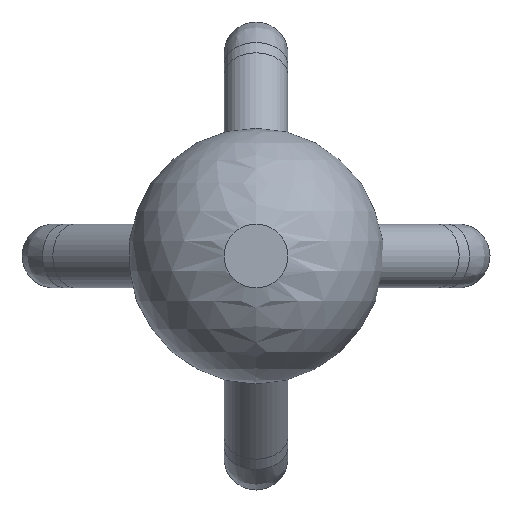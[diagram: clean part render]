
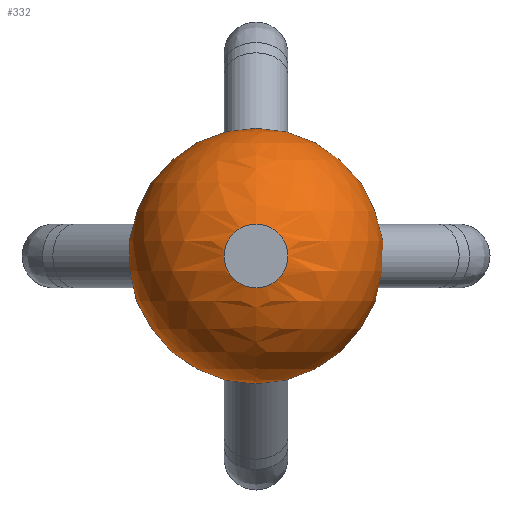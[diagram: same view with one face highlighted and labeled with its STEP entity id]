
A CAD part, left-side view. The second image highlights one B-rep face of the part: STEP entity #332.
In plain terms, the highlighted spherical face has radius 10 mm.
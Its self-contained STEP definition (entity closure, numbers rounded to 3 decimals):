
#15=FACE_BOUND('',#91,.T.);
#16=FACE_BOUND('',#92,.T.);
#17=FACE_BOUND('',#93,.T.);
#18=FACE_BOUND('',#94,.T.);
#19=SPHERICAL_SURFACE('',#388,10.);
#67=FACE_OUTER_BOUND('',#90,.T.);
#90=EDGE_LOOP('',(#295,#296,#297,#298,#299,#300));
#91=EDGE_LOOP('',(#301));
#92=EDGE_LOOP('',(#302));
#93=EDGE_LOOP('',(#303));
#94=EDGE_LOOP('',(#304));
#106=CIRCLE('',#349,2.5);
#107=CIRCLE('',#350,2.5);
#114=CIRCLE('',#360,2.5);
#121=CIRCLE('',#369,2.5);
#128=CIRCLE('',#378,2.5);
#135=CIRCLE('',#387,2.5);
#136=CIRCLE('',#389,10.);
#137=CIRCLE('',#390,10.);
#139=VERTEX_POINT('',#490);
#140=VERTEX_POINT('',#492);
#146=VERTEX_POINT('',#576);
#152=VERTEX_POINT('',#659);
#158=VERTEX_POINT('',#742);
#164=VERTEX_POINT('',#825);
#165=VERTEX_POINT('',#829);
#166=VERTEX_POINT('',#831);
#169=EDGE_CURVE('',#140,#139,#106,.T.);
#170=EDGE_CURVE('',#139,#140,#107,.T.);
#180=EDGE_CURVE('',#146,#146,#114,.T.);
#190=EDGE_CURVE('',#152,#152,#121,.T.);
#200=EDGE_CURVE('',#158,#158,#128,.T.);
#210=EDGE_CURVE('',#164,#164,#135,.T.);
#211=EDGE_CURVE('',#140,#165,#136,.T.);
#212=EDGE_CURVE('',#166,#139,#137,.T.);
#295=ORIENTED_EDGE('',*,*,#170,.T.);
#296=ORIENTED_EDGE('',*,*,#211,.T.);
#297=ORIENTED_EDGE('',*,*,#211,.F.);
#298=ORIENTED_EDGE('',*,*,#169,.T.);
#299=ORIENTED_EDGE('',*,*,#212,.F.);
#300=ORIENTED_EDGE('',*,*,#212,.T.);
#301=ORIENTED_EDGE('',*,*,#180,.T.);
#302=ORIENTED_EDGE('',*,*,#190,.T.);
#303=ORIENTED_EDGE('',*,*,#200,.T.);
#304=ORIENTED_EDGE('',*,*,#210,.T.);
#332=ADVANCED_FACE('',(#67,#15,#16,#17,#18),#19,.T.);
#349=AXIS2_PLACEMENT_3D('',#493,#398,#399);
#350=AXIS2_PLACEMENT_3D('',#494,#400,#401);
#360=AXIS2_PLACEMENT_3D('',#578,#421,#422);
#369=AXIS2_PLACEMENT_3D('',#661,#440,#441);
#378=AXIS2_PLACEMENT_3D('',#744,#459,#460);
#387=AXIS2_PLACEMENT_3D('',#827,#478,#479);
#388=AXIS2_PLACEMENT_3D('',#828,#480,#481);
#389=AXIS2_PLACEMENT_3D('',#830,#482,#483);
#390=AXIS2_PLACEMENT_3D('',#832,#484,#485);
#398=DIRECTION('center_axis',(1.,0.,0.));
#399=DIRECTION('ref_axis',(0.,0.,-1.));
#400=DIRECTION('center_axis',(1.,0.,0.));
#401=DIRECTION('ref_axis',(0.,0.,-1.));
#421=DIRECTION('center_axis',(-0.707,0.707,0.));
#422=DIRECTION('ref_axis',(0.,0.,-1.));
#440=DIRECTION('center_axis',(-0.707,0.,
-0.707));
#441=DIRECTION('ref_axis',(0.,-1.,0.));
#459=DIRECTION('center_axis',(-0.707,-0.707,0.));
#460=DIRECTION('ref_axis',(0.,0.,1.));
#478=DIRECTION('center_axis',(-0.707,0.,0.707));
#479=DIRECTION('ref_axis',(0.,1.,0.));
#480=DIRECTION('center_axis',(0.,0.,1.));
#481=DIRECTION('ref_axis',(1.,0.,0.));
#482=DIRECTION('center_axis',(0.,-1.,0.));
#483=DIRECTION('ref_axis',(-1.,0.,0.));
#484=DIRECTION('center_axis',(0.,-1.,0.));
#485=DIRECTION('ref_axis',(-1.,0.,0.));
#490=CARTESIAN_POINT('',(-9.682,0.,2.5));
#492=CARTESIAN_POINT('',(-9.682,0.,-2.5));
#493=CARTESIAN_POINT('Origin',(-9.682,0.,0.));
#494=CARTESIAN_POINT('Origin',(-9.682,0.,0.));
#576=CARTESIAN_POINT('',(6.847,-6.847,2.5));
#578=CARTESIAN_POINT('Origin',(6.847,-6.847,0.));
#659=CARTESIAN_POINT('',(6.847,2.5,6.847));
#661=CARTESIAN_POINT('Origin',(6.847,0.,6.847));
#742=CARTESIAN_POINT('',(6.847,6.847,-2.5));
#744=CARTESIAN_POINT('Origin',(6.847,6.847,0.));
#825=CARTESIAN_POINT('',(6.847,-2.5,-6.847));
#827=CARTESIAN_POINT('Origin',(6.847,0.,-6.847));
#828=CARTESIAN_POINT('Origin',(0.,0.,0.));
#829=CARTESIAN_POINT('',(0.,0.,-10.));
#830=CARTESIAN_POINT('Origin',(0.,0.,0.));
#831=CARTESIAN_POINT('',(0.,0.,10.));
#832=CARTESIAN_POINT('Origin',(0.,0.,0.));
